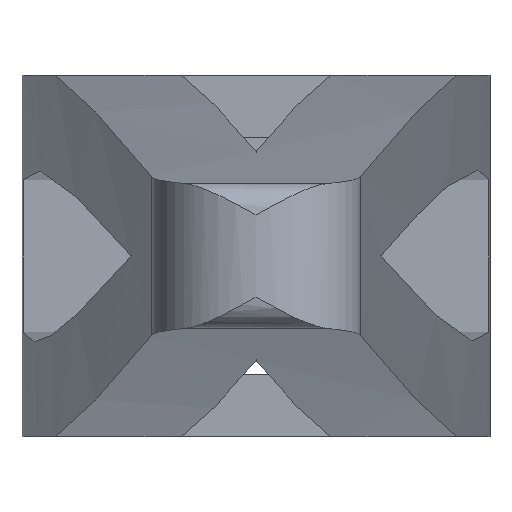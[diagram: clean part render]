
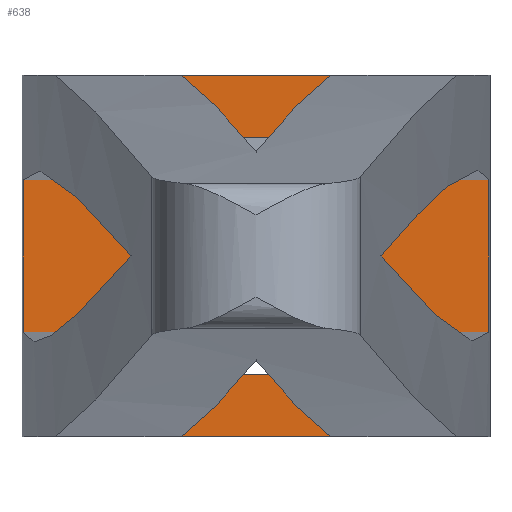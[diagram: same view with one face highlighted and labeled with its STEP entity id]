
A CAD part, front view. The second image highlights one B-rep face of the part: STEP entity #638.
In plain terms, the highlighted planar face has unit normal (0, -1, 0).
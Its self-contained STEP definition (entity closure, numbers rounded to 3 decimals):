
#12 = ORIENTED_EDGE ( 'NONE', *, *, #40, .T. ) ;
#39 = CARTESIAN_POINT ( 'NONE',  ( 3.2, -32.686, 2. ) ) ;
#40 = EDGE_CURVE ( 'NONE', #1568, #102, #1614, .T. ) ;
#42 = ORIENTED_EDGE ( 'NONE', *, *, #347, .T. ) ;
#71 = CARTESIAN_POINT ( 'NONE',  ( -5.16, -32.686, 5. ) ) ;
#78 = ORIENTED_EDGE ( 'NONE', *, *, #319, .F. ) ;
#82 = FACE_OUTER_BOUND ( 'NONE', #1168, .T. ) ;
#83 = VECTOR ( 'NONE', #1741, 1000. ) ;
#102 = VERTEX_POINT ( 'NONE', #1726 ) ;
#107 = VECTOR ( 'NONE', #1156, 1000. ) ;
#119 = CARTESIAN_POINT ( 'NONE',  ( 121., -32.686, 0. ) ) ;
#120 = ORIENTED_EDGE ( 'NONE', *, *, #827, .T. ) ;
#170 = DIRECTION ( 'NONE',  ( 1., 0., 0. ) ) ;
#188 = VERTEX_POINT ( 'NONE', #1469 ) ;
#190 = LINE ( 'NONE', #1756, #261 ) ;
#197 = ORIENTED_EDGE ( 'NONE', *, *, #1158, .T. ) ;
#217 = DIRECTION ( 'NONE',  ( -1., 0., 0. ) ) ;
#228 = VECTOR ( 'NONE', #536, 1000. ) ;
#232 = CARTESIAN_POINT ( 'NONE',  ( 5.16, -32.686, 0. ) ) ;
#236 = CARTESIAN_POINT ( 'NONE',  ( 3.2, -32.686, -9.3 ) ) ;
#242 = EDGE_CURVE ( 'NONE', #1380, #1805, #751, .T. ) ;
#246 = LINE ( 'NONE', #813, #228 ) ;
#250 = CARTESIAN_POINT ( 'NONE',  ( -5.16, -32.686, -7.3 ) ) ;
#259 = EDGE_CURVE ( 'NONE', #681, #1402, #291, .T. ) ;
#260 = VERTEX_POINT ( 'NONE', #1024 ) ;
#261 = VECTOR ( 'NONE', #782, 1000. ) ;
#275 = DIRECTION ( 'NONE',  ( 0., 0., -1. ) ) ;
#286 = CARTESIAN_POINT ( 'NONE',  ( -3.2, -32.686, 2. ) ) ;
#291 = LINE ( 'NONE', #1330, #1067 ) ;
#297 = EDGE_LOOP ( 'NONE', ( #120, #457, #42, #12 ) ) ;
#312 = DIRECTION ( 'NONE',  ( 0., 0., 1. ) ) ;
#319 = EDGE_CURVE ( 'NONE', #681, #652, #365, .T. ) ;
#337 = LINE ( 'NONE', #1043, #1353 ) ;
#347 = EDGE_CURVE ( 'NONE', #444, #1568, #1544, .T. ) ;
#360 = VECTOR ( 'NONE', #981, 1000. ) ;
#365 = LINE ( 'NONE', #1644, #821 ) ;
#373 = CARTESIAN_POINT ( 'NONE',  ( 121., -32.686, -7.3 ) ) ;
#391 = VECTOR ( 'NONE', #217, 1000. ) ;
#392 = VECTOR ( 'NONE', #312, 1000. ) ;
#399 = DIRECTION ( 'NONE',  ( -1., 0., 0. ) ) ;
#426 = ORIENTED_EDGE ( 'NONE', *, *, #242, .F. ) ;
#439 = DIRECTION ( 'NONE',  ( -1., 0., 0. ) ) ;
#440 = CARTESIAN_POINT ( 'NONE',  ( 11.138, -32.686, 0. ) ) ;
#444 = VERTEX_POINT ( 'NONE', #1584 ) ;
#456 = ORIENTED_EDGE ( 'NONE', *, *, #259, .T. ) ;
#457 = ORIENTED_EDGE ( 'NONE', *, *, #1582, .T. ) ;
#476 = ORIENTED_EDGE ( 'NONE', *, *, #573, .T. ) ;
#485 = CARTESIAN_POINT ( 'NONE',  ( 5.16, -32.686, -7.3 ) ) ;
#490 = CARTESIAN_POINT ( 'NONE',  ( 0., -32.686, -12.3 ) ) ;
#494 = CARTESIAN_POINT ( 'NONE',  ( -11.138, -32.686, 5. ) ) ;
#530 = LINE ( 'NONE', #119, #743 ) ;
#533 = EDGE_CURVE ( 'NONE', #188, #1805, #1620, .T. ) ;
#536 = DIRECTION ( 'NONE',  ( 1., 0., 0. ) ) ;
#549 = LINE ( 'NONE', #1709, #360 ) ;
#559 = CARTESIAN_POINT ( 'NONE',  ( -5.16, -32.686, 0. ) ) ;
#573 = EDGE_CURVE ( 'NONE', #968, #807, #633, .T. ) ;
#595 = CARTESIAN_POINT ( 'NONE',  ( -3.2, -32.686, -9.3 ) ) ;
#610 = ORIENTED_EDGE ( 'NONE', *, *, #1797, .F. ) ;
#615 = EDGE_CURVE ( 'NONE', #260, #1380, #1099, .T. ) ;
#616 = DIRECTION ( 'NONE',  ( 0., 0., -1. ) ) ;
#633 = LINE ( 'NONE', #1218, #1510 ) ;
#638 = ADVANCED_FACE ( 'NONE', ( #811, #82 ), #667, .T. ) ;
#648 = LINE ( 'NONE', #494, #1655 ) ;
#652 = VERTEX_POINT ( 'NONE', #232 ) ;
#667 = PLANE ( 'NONE',  #750 ) ;
#669 = CARTESIAN_POINT ( 'NONE',  ( 5.16, -32.686, -12.3 ) ) ;
#681 = VERTEX_POINT ( 'NONE', #1846 ) ;
#682 = ORIENTED_EDGE ( 'NONE', *, *, #715, .T. ) ;
#685 = DIRECTION ( 'NONE',  ( -1., 0., 0. ) ) ;
#714 = VECTOR ( 'NONE', #1183, 1000. ) ;
#715 = EDGE_CURVE ( 'NONE', #260, #1279, #549, .T. ) ;
#740 = CARTESIAN_POINT ( 'NONE',  ( -11.138, -32.686, 0. ) ) ;
#743 = VECTOR ( 'NONE', #399, 1000. ) ;
#750 = AXIS2_PLACEMENT_3D ( 'NONE', #71, #1247, #1686 ) ;
#751 = LINE ( 'NONE', #1162, #83 ) ;
#782 = DIRECTION ( 'NONE',  ( 0., 0., -1. ) ) ;
#784 = LINE ( 'NONE', #1201, #714 ) ;
#807 = VERTEX_POINT ( 'NONE', #250 ) ;
#811 = FACE_BOUND ( 'NONE', #297, .T. ) ;
#813 = CARTESIAN_POINT ( 'NONE',  ( -11.2, -32.686, 0. ) ) ;
#821 = VECTOR ( 'NONE', #616, 1000. ) ;
#827 = EDGE_CURVE ( 'NONE', #102, #1371, #1035, .T. ) ;
#940 = EDGE_CURVE ( 'NONE', #968, #1551, #648, .T. ) ;
#968 = VERTEX_POINT ( 'NONE', #1097 ) ;
#981 = DIRECTION ( 'NONE',  ( 0., 0., 1. ) ) ;
#1024 = CARTESIAN_POINT ( 'NONE',  ( 11.138, -32.686, -7.3 ) ) ;
#1035 = LINE ( 'NONE', #286, #107 ) ;
#1043 = CARTESIAN_POINT ( 'NONE',  ( -5.16, -32.686, 5. ) ) ;
#1067 = VECTOR ( 'NONE', #439, 1000. ) ;
#1097 = CARTESIAN_POINT ( 'NONE',  ( -11.138, -32.686, -7.3 ) ) ;
#1099 = LINE ( 'NONE', #373, #391 ) ;
#1109 = ORIENTED_EDGE ( 'NONE', *, *, #1735, .T. ) ;
#1156 = DIRECTION ( 'NONE',  ( 1., 0., 0. ) ) ;
#1158 = EDGE_CURVE ( 'NONE', #1279, #652, #530, .T. ) ;
#1162 = CARTESIAN_POINT ( 'NONE',  ( 5.16, -32.686, 5. ) ) ;
#1168 = EDGE_LOOP ( 'NONE', ( #197, #78, #456, #1445, #610, #1421, #476, #1109, #1579, #426, #1684, #682 ) ) ;
#1183 = DIRECTION ( 'NONE',  ( 0., 0., -1. ) ) ;
#1193 = CARTESIAN_POINT ( 'NONE',  ( -5.16, -32.686, 5. ) ) ;
#1201 = CARTESIAN_POINT ( 'NONE',  ( -5.16, -32.686, 5. ) ) ;
#1218 = CARTESIAN_POINT ( 'NONE',  ( -11.2, -32.686, -7.3 ) ) ;
#1246 = VERTEX_POINT ( 'NONE', #559 ) ;
#1247 = DIRECTION ( 'NONE',  ( 0., -1., 0. ) ) ;
#1279 = VERTEX_POINT ( 'NONE', #440 ) ;
#1329 = CARTESIAN_POINT ( 'NONE',  ( -3.2, -32.686, -9.3 ) ) ;
#1330 = CARTESIAN_POINT ( 'NONE',  ( -5.16, -32.686, 5. ) ) ;
#1353 = VECTOR ( 'NONE', #275, 1000. ) ;
#1371 = VERTEX_POINT ( 'NONE', #39 ) ;
#1380 = VERTEX_POINT ( 'NONE', #485 ) ;
#1402 = VERTEX_POINT ( 'NONE', #1193 ) ;
#1421 = ORIENTED_EDGE ( 'NONE', *, *, #940, .F. ) ;
#1445 = ORIENTED_EDGE ( 'NONE', *, *, #1658, .T. ) ;
#1446 = VECTOR ( 'NONE', #685, 1000. ) ;
#1469 = CARTESIAN_POINT ( 'NONE',  ( -5.16, -32.686, -12.3 ) ) ;
#1510 = VECTOR ( 'NONE', #1791, 1000. ) ;
#1544 = LINE ( 'NONE', #236, #1446 ) ;
#1551 = VERTEX_POINT ( 'NONE', #740 ) ;
#1568 = VERTEX_POINT ( 'NONE', #595 ) ;
#1579 = ORIENTED_EDGE ( 'NONE', *, *, #533, .T. ) ;
#1582 = EDGE_CURVE ( 'NONE', #1371, #444, #190, .T. ) ;
#1584 = CARTESIAN_POINT ( 'NONE',  ( 3.2, -32.686, -9.3 ) ) ;
#1614 = LINE ( 'NONE', #1329, #392 ) ;
#1620 = LINE ( 'NONE', #490, #1701 ) ;
#1644 = CARTESIAN_POINT ( 'NONE',  ( 5.16, -32.686, 5. ) ) ;
#1655 = VECTOR ( 'NONE', #1798, 1000. ) ;
#1658 = EDGE_CURVE ( 'NONE', #1402, #1246, #337, .T. ) ;
#1684 = ORIENTED_EDGE ( 'NONE', *, *, #615, .F. ) ;
#1686 = DIRECTION ( 'NONE',  ( 0., 0., -1. ) ) ;
#1701 = VECTOR ( 'NONE', #170, 1000. ) ;
#1709 = CARTESIAN_POINT ( 'NONE',  ( 11.138, -32.686, 5. ) ) ;
#1726 = CARTESIAN_POINT ( 'NONE',  ( -3.2, -32.686, 2. ) ) ;
#1735 = EDGE_CURVE ( 'NONE', #807, #188, #784, .T. ) ;
#1741 = DIRECTION ( 'NONE',  ( 0., 0., -1. ) ) ;
#1756 = CARTESIAN_POINT ( 'NONE',  ( 3.2, -32.686, 2. ) ) ;
#1791 = DIRECTION ( 'NONE',  ( 1., 0., 0. ) ) ;
#1797 = EDGE_CURVE ( 'NONE', #1551, #1246, #246, .T. ) ;
#1798 = DIRECTION ( 'NONE',  ( 0., 0., 1. ) ) ;
#1805 = VERTEX_POINT ( 'NONE', #669 ) ;
#1846 = CARTESIAN_POINT ( 'NONE',  ( 5.16, -32.686, 5. ) ) ;
